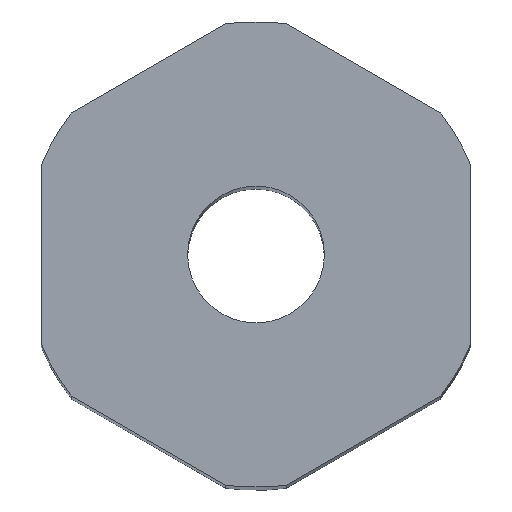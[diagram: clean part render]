
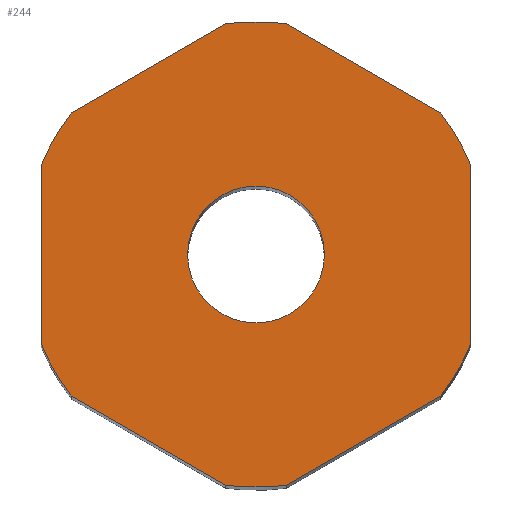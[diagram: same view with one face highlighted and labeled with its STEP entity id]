
A CAD part, top view. The second image highlights one B-rep face of the part: STEP entity #244.
In plain terms, the highlighted planar face has unit normal (0, 0, 1).
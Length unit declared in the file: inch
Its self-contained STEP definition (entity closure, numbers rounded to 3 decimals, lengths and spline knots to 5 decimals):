
#1 = DIRECTION ( 'NONE',  ( 1., 0., 0. ) ) ;
#5 = VECTOR ( 'NONE', #512, 39.37008 ) ;
#14 = AXIS2_PLACEMENT_3D ( 'NONE', #504, #143, #587 ) ;
#15 = VERTEX_POINT ( 'NONE', #365 ) ;
#22 = VERTEX_POINT ( 'NONE', #276 ) ;
#25 = VERTEX_POINT ( 'NONE', #319 ) ;
#28 = VERTEX_POINT ( 'NONE', #540 ) ;
#32 = VECTOR ( 'NONE', #290, 39.37008 ) ;
#34 = CARTESIAN_POINT ( 'NONE',  ( 0.0795, 0., 1. ) ) ;
#36 = EDGE_CURVE ( 'NONE', #15, #28, #505, .T. ) ;
#38 = VERTEX_POINT ( 'NONE', #137 ) ;
#42 = AXIS2_PLACEMENT_3D ( 'NONE', #171, #272, #443 ) ;
#64 = ORIENTED_EDGE ( 'NONE', *, *, #185, .T. ) ;
#67 = ORIENTED_EDGE ( 'NONE', *, *, #281, .T. ) ;
#77 = CARTESIAN_POINT ( 'NONE',  ( -0.03509, -0.26819, 1. ) ) ;
#85 = EDGE_CURVE ( 'NONE', #348, #22, #524, .T. ) ;
#87 = VERTEX_POINT ( 'NONE', #452 ) ;
#91 = CARTESIAN_POINT ( 'NONE',  ( -0.1249, -0.21634, 1. ) ) ;
#93 = CARTESIAN_POINT ( 'NONE',  ( 0., 0., 1. ) ) ;
#95 = DIRECTION ( 'NONE',  ( -0.866, -0.5, 0. ) ) ;
#98 = ORIENTED_EDGE ( 'NONE', *, *, #536, .T. ) ;
#100 = AXIS2_PLACEMENT_3D ( 'NONE', #195, #335, #184 ) ;
#103 = LINE ( 'NONE', #91, #218 ) ;
#106 = ORIENTED_EDGE ( 'NONE', *, *, #419, .T. ) ;
#107 = EDGE_CURVE ( 'NONE', #357, #87, #144, .T. ) ;
#109 = LINE ( 'NONE', #521, #258 ) ;
#113 = CARTESIAN_POINT ( 'NONE',  ( 0., 0., 1. ) ) ;
#115 = DIRECTION ( 'NONE',  ( 0., 0., 1. ) ) ;
#117 = ORIENTED_EDGE ( 'NONE', *, *, #178, .F. ) ;
#118 = DIRECTION ( 'NONE',  ( 0., 1., 0. ) ) ;
#134 = CARTESIAN_POINT ( 'NONE',  ( 0., 0., 1. ) ) ;
#135 = EDGE_CURVE ( 'NONE', #38, #450, #410, .T. ) ;
#137 = CARTESIAN_POINT ( 'NONE',  ( -0.0795, 0., 1. ) ) ;
#143 = DIRECTION ( 'NONE',  ( 0., 0., 1. ) ) ;
#144 = LINE ( 'NONE', #464, #32 ) ;
#154 = DIRECTION ( 'NONE',  ( 0., 0., 1. ) ) ;
#160 = EDGE_CURVE ( 'NONE', #25, #428, #103, .T. ) ;
#161 = LINE ( 'NONE', #299, #5 ) ;
#171 = CARTESIAN_POINT ( 'NONE',  ( 0., 0., 1. ) ) ;
#172 = VERTEX_POINT ( 'NONE', #460 ) ;
#178 = EDGE_CURVE ( 'NONE', #450, #38, #207, .T. ) ;
#184 = DIRECTION ( 'NONE',  ( 1., 0., 0. ) ) ;
#185 = EDGE_CURVE ( 'NONE', #87, #212, #514, .T. ) ;
#195 = CARTESIAN_POINT ( 'NONE',  ( 0., 0., 1. ) ) ;
#201 = VERTEX_POINT ( 'NONE', #208 ) ;
#207 = CIRCLE ( 'NONE', #100, 0.0795 ) ;
#208 = CARTESIAN_POINT ( 'NONE',  ( -0.2498, -0.1037, 1. ) ) ;
#212 = VERTEX_POINT ( 'NONE', #297 ) ;
#214 = CARTESIAN_POINT ( 'NONE',  ( 0., 0., 1. ) ) ;
#218 = VECTOR ( 'NONE', #236, 39.37008 ) ;
#224 = LINE ( 'NONE', #316, #341 ) ;
#236 = DIRECTION ( 'NONE',  ( 0.866, -0.5, 0. ) ) ;
#244 = ADVANCED_FACE ( 'NONE', ( #387, #470 ), #433, .T. ) ;
#247 = AXIS2_PLACEMENT_3D ( 'NONE', #214, #154, #378 ) ;
#251 = EDGE_LOOP ( 'NONE', ( #327, #117 ) ) ;
#257 = AXIS2_PLACEMENT_3D ( 'NONE', #134, #493, #542 ) ;
#258 = VECTOR ( 'NONE', #118, 39.37008 ) ;
#260 = CIRCLE ( 'NONE', #14, 0.27047 ) ;
#272 = DIRECTION ( 'NONE',  ( 0., 0., 1. ) ) ;
#276 = CARTESIAN_POINT ( 'NONE',  ( 0.2498, -0.1037, 1. ) ) ;
#277 = DIRECTION ( 'NONE',  ( 0.866, 0.5, 0. ) ) ;
#278 = ORIENTED_EDGE ( 'NONE', *, *, #291, .T. ) ;
#281 = EDGE_CURVE ( 'NONE', #22, #172, #109, .T. ) ;
#287 = EDGE_LOOP ( 'NONE', ( #67, #575, #434, #64, #98, #527, #311, #278, #471, #308, #106, #558 ) ) ;
#290 = DIRECTION ( 'NONE',  ( -0.866, 0.5, 0. ) ) ;
#291 = EDGE_CURVE ( 'NONE', #201, #25, #401, .T. ) ;
#297 = CARTESIAN_POINT ( 'NONE',  ( -0.03509, 0.26819, 1. ) ) ;
#299 = CARTESIAN_POINT ( 'NONE',  ( -0.2498, 0., 1. ) ) ;
#301 = DIRECTION ( 'NONE',  ( 1., 0., 0. ) ) ;
#308 = ORIENTED_EDGE ( 'NONE', *, *, #551, .T. ) ;
#311 = ORIENTED_EDGE ( 'NONE', *, *, #312, .T. ) ;
#312 = EDGE_CURVE ( 'NONE', #28, #201, #161, .T. ) ;
#316 = CARTESIAN_POINT ( 'NONE',  ( 0.1249, -0.21634, 1. ) ) ;
#319 = CARTESIAN_POINT ( 'NONE',  ( -0.21471, -0.16449, 1. ) ) ;
#327 = ORIENTED_EDGE ( 'NONE', *, *, #135, .F. ) ;
#335 = DIRECTION ( 'NONE',  ( 0., 0., 1. ) ) ;
#341 = VECTOR ( 'NONE', #277, 39.37008 ) ;
#348 = VERTEX_POINT ( 'NONE', #423 ) ;
#357 = VERTEX_POINT ( 'NONE', #574 ) ;
#365 = CARTESIAN_POINT ( 'NONE',  ( -0.21471, 0.16449, 1. ) ) ;
#375 = CARTESIAN_POINT ( 'NONE',  ( 0., 0., 1. ) ) ;
#378 = DIRECTION ( 'NONE',  ( 1., 0., 0. ) ) ;
#387 = FACE_BOUND ( 'NONE', #251, .T. ) ;
#390 = AXIS2_PLACEMENT_3D ( 'NONE', #93, #420, #453 ) ;
#401 = CIRCLE ( 'NONE', #545, 0.27047 ) ;
#410 = CIRCLE ( 'NONE', #486, 0.0795 ) ;
#419 = EDGE_CURVE ( 'NONE', #538, #348, #224, .T. ) ;
#420 = DIRECTION ( 'NONE',  ( 0., 0., 1. ) ) ;
#423 = CARTESIAN_POINT ( 'NONE',  ( 0.21471, -0.16449, 1. ) ) ;
#428 = VERTEX_POINT ( 'NONE', #77 ) ;
#430 = CIRCLE ( 'NONE', #42, 0.27047 ) ;
#433 = PLANE ( 'NONE',  #247 ) ;
#434 = ORIENTED_EDGE ( 'NONE', *, *, #107, .T. ) ;
#443 = DIRECTION ( 'NONE',  ( 1., 0., 0. ) ) ;
#450 = VERTEX_POINT ( 'NONE', #34 ) ;
#451 = CARTESIAN_POINT ( 'NONE',  ( -0.1249, 0.21634, 1. ) ) ;
#452 = CARTESIAN_POINT ( 'NONE',  ( 0.03509, 0.26819, 1. ) ) ;
#453 = DIRECTION ( 'NONE',  ( 1., 0., 0. ) ) ;
#455 = DIRECTION ( 'NONE',  ( 0., 0., 1. ) ) ;
#460 = CARTESIAN_POINT ( 'NONE',  ( 0.2498, 0.1037, 1. ) ) ;
#462 = EDGE_CURVE ( 'NONE', #172, #357, #430, .T. ) ;
#464 = CARTESIAN_POINT ( 'NONE',  ( 0.1249, 0.21634, 1. ) ) ;
#470 = FACE_OUTER_BOUND ( 'NONE', #287, .T. ) ;
#471 = ORIENTED_EDGE ( 'NONE', *, *, #160, .T. ) ;
#486 = AXIS2_PLACEMENT_3D ( 'NONE', #506, #455, #1 ) ;
#493 = DIRECTION ( 'NONE',  ( 0., 0., 1. ) ) ;
#498 = DIRECTION ( 'NONE',  ( 1., 0., 0. ) ) ;
#504 = CARTESIAN_POINT ( 'NONE',  ( 0., 0., 1. ) ) ;
#505 = CIRCLE ( 'NONE', #257, 0.27047 ) ;
#506 = CARTESIAN_POINT ( 'NONE',  ( 0., 0., 1. ) ) ;
#507 = AXIS2_PLACEMENT_3D ( 'NONE', #375, #554, #498 ) ;
#508 = VECTOR ( 'NONE', #95, 39.37008 ) ;
#512 = DIRECTION ( 'NONE',  ( 0., -1., 0. ) ) ;
#514 = CIRCLE ( 'NONE', #507, 0.27047 ) ;
#521 = CARTESIAN_POINT ( 'NONE',  ( 0.2498, 0., 1. ) ) ;
#524 = CIRCLE ( 'NONE', #390, 0.27047 ) ;
#527 = ORIENTED_EDGE ( 'NONE', *, *, #36, .T. ) ;
#532 = LINE ( 'NONE', #451, #508 ) ;
#536 = EDGE_CURVE ( 'NONE', #212, #15, #532, .T. ) ;
#538 = VERTEX_POINT ( 'NONE', #541 ) ;
#540 = CARTESIAN_POINT ( 'NONE',  ( -0.2498, 0.1037, 1. ) ) ;
#541 = CARTESIAN_POINT ( 'NONE',  ( 0.03509, -0.26819, 1. ) ) ;
#542 = DIRECTION ( 'NONE',  ( 1., 0., 0. ) ) ;
#545 = AXIS2_PLACEMENT_3D ( 'NONE', #113, #115, #301 ) ;
#551 = EDGE_CURVE ( 'NONE', #428, #538, #260, .T. ) ;
#554 = DIRECTION ( 'NONE',  ( 0., 0., 1. ) ) ;
#558 = ORIENTED_EDGE ( 'NONE', *, *, #85, .T. ) ;
#574 = CARTESIAN_POINT ( 'NONE',  ( 0.21471, 0.16449, 1. ) ) ;
#575 = ORIENTED_EDGE ( 'NONE', *, *, #462, .T. ) ;
#587 = DIRECTION ( 'NONE',  ( 1., 0., 0. ) ) ;
